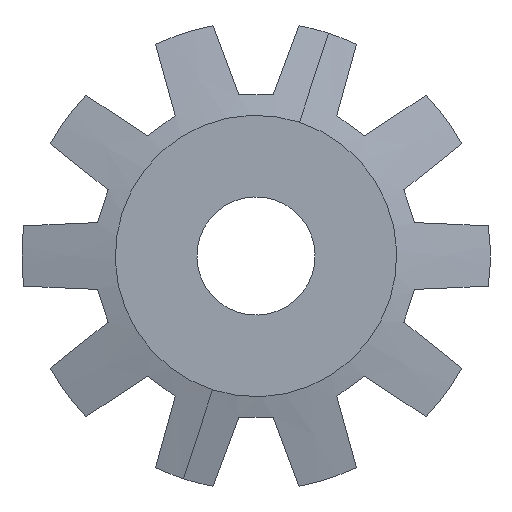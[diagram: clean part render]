
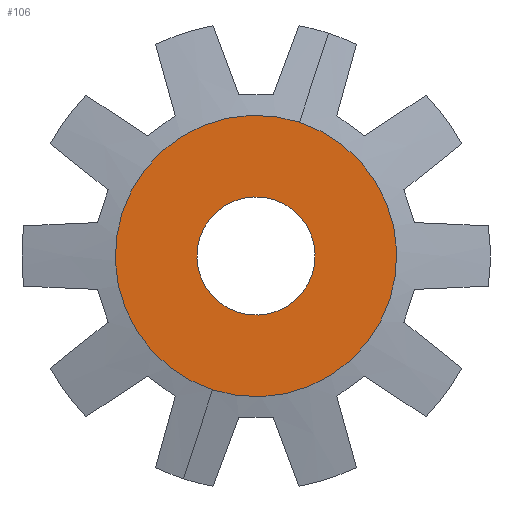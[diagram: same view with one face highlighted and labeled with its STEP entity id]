
A CAD part, left-side view. The second image highlights one B-rep face of the part: STEP entity #106.
In plain terms, the highlighted planar face has unit normal (-1, 0, 0).
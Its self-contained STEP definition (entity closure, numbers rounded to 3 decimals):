
#106=ADVANCED_FACE('',(#230,#231),#232,.T.);
#230=FACE_BOUND('',#356,.T.);
#231=FACE_OUTER_BOUND('',#357,.T.);
#232=PLANE('',#358);
#356=EDGE_LOOP('',(#881,#882));
#357=EDGE_LOOP('',(#883,#884));
#358=AXIS2_PLACEMENT_3D('',#885,#886,#887);
#881=ORIENTED_EDGE('',*,*,#1067,.T.);
#882=ORIENTED_EDGE('',*,*,#902,.T.);
#883=ORIENTED_EDGE('',*,*,#896,.F.);
#884=ORIENTED_EDGE('',*,*,#1068,.F.);
#885=CARTESIAN_POINT('',(-54.0,-1.105,3.4));
#886=DIRECTION('',(-1.0,0.,0.));
#887=DIRECTION('',(0.,0.309,-0.951));
#896=EDGE_CURVE('',#1069,#1072,#1073,.T.);
#902=EDGE_CURVE('',#1078,#1082,#1084,.T.);
#1067=EDGE_CURVE('',#1082,#1078,#1355,.T.);
#1068=EDGE_CURVE('',#1072,#1069,#1356,.T.);
#1069=VERTEX_POINT('',#1357);
#1072=VERTEX_POINT('',#1361);
#1073=CIRCLE('',#1362,7.15);
#1078=VERTEX_POINT('',#1368);
#1082=VERTEX_POINT('',#1373);
#1084=CIRCLE('',#1376,3.0);
#1355=CIRCLE('',#2173,3.0);
#1356=CIRCLE('',#2174,7.15);
#1357=CARTESIAN_POINT('',(-54.0,-2.209,6.8));
#1361=CARTESIAN_POINT('',(-54.0,2.209,-6.8));
#1362=AXIS2_PLACEMENT_3D('',#2176,#2177,#2178);
#1368=CARTESIAN_POINT('',(-54.0,2.853,0.927));
#1373=CARTESIAN_POINT('',(-54.0,-2.853,-0.927));
#1376=AXIS2_PLACEMENT_3D('',#2188,#2189,#2190);
#2173=AXIS2_PLACEMENT_3D('',#2381,#2382,#2383);
#2174=AXIS2_PLACEMENT_3D('',#2384,#2385,#2386);
#2176=CARTESIAN_POINT('',(-54.0,0.0,0.0));
#2177=DIRECTION('',(1.0,0.0,0.0));
#2178=DIRECTION('',(0.0,-0.309,0.951));
#2188=CARTESIAN_POINT('',(-54.0,0.0,0.0));
#2189=DIRECTION('',(1.0,0.,0.));
#2190=DIRECTION('',(0.0,0.951,0.309));
#2381=CARTESIAN_POINT('',(-54.0,0.0,0.0));
#2382=DIRECTION('',(1.0,0.,0.));
#2383=DIRECTION('',(0.0,0.951,0.309));
#2384=CARTESIAN_POINT('',(-54.0,0.0,0.0));
#2385=DIRECTION('',(1.0,0.0,0.0));
#2386=DIRECTION('',(0.0,-0.309,0.951));
